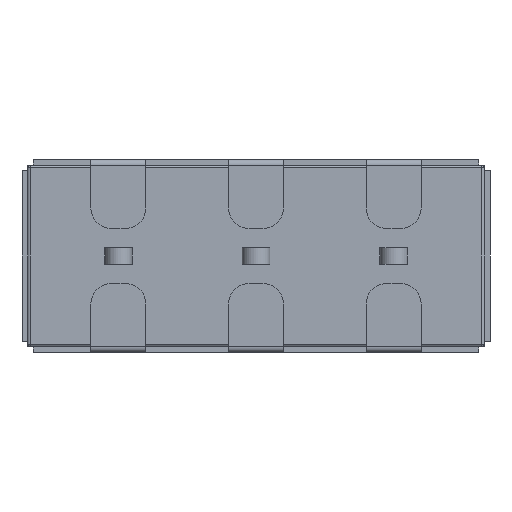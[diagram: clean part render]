
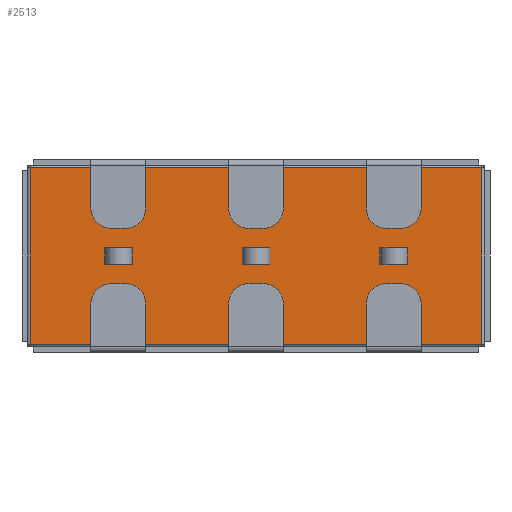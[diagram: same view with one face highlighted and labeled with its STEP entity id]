
A CAD part, front view. The second image highlights one B-rep face of the part: STEP entity #2513.
In plain terms, the highlighted planar face has unit normal (0, -1, 0).
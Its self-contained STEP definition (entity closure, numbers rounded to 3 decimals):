
#45=PLANE('',#2708);
#166=LINE('',#3689,#462);
#170=LINE('',#3705,#466);
#172=LINE('',#3708,#468);
#174=LINE('',#3711,#470);
#462=VECTOR('',#2948,10.);
#466=VECTOR('',#2966,10.);
#468=VECTOR('',#2970,10.);
#470=VECTOR('',#2974,10.);
#799=FACE_OUTER_BOUND('',#953,.T.);
#953=EDGE_LOOP('',(#1815,#1816,#1817,#1818));
#1162=VERTEX_POINT('',#3651);
#1167=VERTEX_POINT('',#3664);
#1172=VERTEX_POINT('',#3677);
#1177=VERTEX_POINT('',#3693);
#1415=EDGE_CURVE('',#1162,#1172,#166,.T.);
#1423=EDGE_CURVE('',#1172,#1177,#170,.T.);
#1425=EDGE_CURVE('',#1177,#1167,#172,.T.);
#1427=EDGE_CURVE('',#1167,#1162,#174,.T.);
#1815=ORIENTED_EDGE('',*,*,#1415,.F.);
#1816=ORIENTED_EDGE('',*,*,#1427,.F.);
#1817=ORIENTED_EDGE('',*,*,#1425,.F.);
#1818=ORIENTED_EDGE('',*,*,#1423,.F.);
#2513=ADVANCED_FACE('',(#799),#45,.T.);
#2708=AXIS2_PLACEMENT_3D('',#3717,#2982,#2983);
#2948=DIRECTION('',(0.,0.,1.));
#2966=DIRECTION('',(1.,0.,0.));
#2970=DIRECTION('',(0.,0.,-1.));
#2974=DIRECTION('',(-1.,0.,0.));
#2982=DIRECTION('center_axis',(0.,-1.,0.));
#2983=DIRECTION('ref_axis',(0.,0.,-1.));
#3651=CARTESIAN_POINT('',(-4.1,0.,-1.6));
#3664=CARTESIAN_POINT('',(4.1,0.,-1.6));
#3677=CARTESIAN_POINT('',(-4.1,0.,1.6));
#3689=CARTESIAN_POINT('',(-4.1,0.,-0.825));
#3693=CARTESIAN_POINT('',(4.1,0.,1.6));
#3705=CARTESIAN_POINT('',(-2.075,0.,1.6));
#3708=CARTESIAN_POINT('',(4.1,0.,0.825));
#3711=CARTESIAN_POINT('',(2.075,0.,-1.6));
#3717=CARTESIAN_POINT('Origin',(0.,0.,0.));
